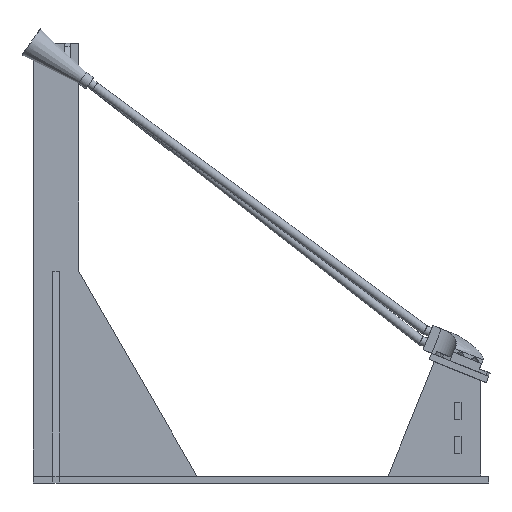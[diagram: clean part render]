
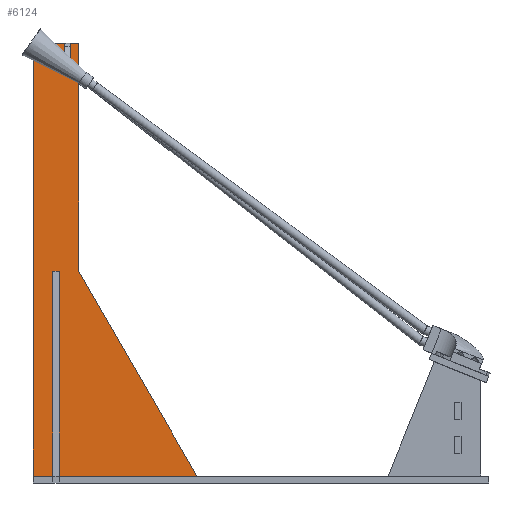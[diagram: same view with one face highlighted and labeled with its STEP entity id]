
A CAD part, left-side view. The second image highlights one B-rep face of the part: STEP entity #6124.
In plain terms, the highlighted planar face has unit normal (-1, 0, 0).
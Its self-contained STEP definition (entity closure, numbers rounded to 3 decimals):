
#602=FACE_OUTER_BOUND('',#972,.T.);
#972=EDGE_LOOP('',(#4719,#4720,#4721,#4722,#4723,#4724,#4725,#4726,#4727,
#4728,#4729,#4730,#4731,#4732,#4733,#4734,#4735,#4736,#4737,#4738,#4739,
#4740,#4741,#4742,#4743,#4744));
#1551=LINE('',#9419,#2221);
#1557=LINE('',#9430,#2227);
#1558=LINE('',#9433,#2228);
#1561=LINE('',#9439,#2231);
#1562=LINE('',#9441,#2232);
#1563=LINE('',#9443,#2233);
#1564=LINE('',#9445,#2234);
#1565=LINE('',#9447,#2235);
#1566=LINE('',#9449,#2236);
#1567=LINE('',#9451,#2237);
#1568=LINE('',#9453,#2238);
#1569=LINE('',#9455,#2239);
#1570=LINE('',#9457,#2240);
#1571=LINE('',#9459,#2241);
#1572=LINE('',#9461,#2242);
#1573=LINE('',#9463,#2243);
#1574=LINE('',#9465,#2244);
#1575=LINE('',#9467,#2245);
#1576=LINE('',#9469,#2246);
#1577=LINE('',#9471,#2247);
#1578=LINE('',#9473,#2248);
#1579=LINE('',#9475,#2249);
#1580=LINE('',#9477,#2250);
#1581=LINE('',#9479,#2251);
#1582=LINE('',#9481,#2252);
#1583=LINE('',#9482,#2253);
#2221=VECTOR('',#7619,10.);
#2227=VECTOR('',#7627,10.);
#2228=VECTOR('',#7630,10.);
#2231=VECTOR('',#7635,10.);
#2232=VECTOR('',#7636,10.);
#2233=VECTOR('',#7637,10.);
#2234=VECTOR('',#7638,10.);
#2235=VECTOR('',#7639,10.);
#2236=VECTOR('',#7640,10.);
#2237=VECTOR('',#7641,10.);
#2238=VECTOR('',#7642,10.);
#2239=VECTOR('',#7643,10.);
#2240=VECTOR('',#7644,10.);
#2241=VECTOR('',#7645,10.);
#2242=VECTOR('',#7646,10.);
#2243=VECTOR('',#7647,10.);
#2244=VECTOR('',#7648,10.);
#2245=VECTOR('',#7649,10.);
#2246=VECTOR('',#7650,10.);
#2247=VECTOR('',#7651,10.);
#2248=VECTOR('',#7652,10.);
#2249=VECTOR('',#7653,10.);
#2250=VECTOR('',#7654,10.);
#2251=VECTOR('',#7655,10.);
#2252=VECTOR('',#7656,10.);
#2253=VECTOR('',#7657,10.);
#2779=VERTEX_POINT('',#9417);
#2780=VERTEX_POINT('',#9418);
#2783=VERTEX_POINT('',#9426);
#2785=VERTEX_POINT('',#9432);
#2787=VERTEX_POINT('',#9438);
#2788=VERTEX_POINT('',#9440);
#2789=VERTEX_POINT('',#9442);
#2790=VERTEX_POINT('',#9444);
#2791=VERTEX_POINT('',#9446);
#2792=VERTEX_POINT('',#9448);
#2793=VERTEX_POINT('',#9450);
#2794=VERTEX_POINT('',#9452);
#2795=VERTEX_POINT('',#9454);
#2796=VERTEX_POINT('',#9456);
#2797=VERTEX_POINT('',#9458);
#2798=VERTEX_POINT('',#9460);
#2799=VERTEX_POINT('',#9462);
#2800=VERTEX_POINT('',#9464);
#2801=VERTEX_POINT('',#9466);
#2802=VERTEX_POINT('',#9468);
#2803=VERTEX_POINT('',#9470);
#2804=VERTEX_POINT('',#9472);
#2805=VERTEX_POINT('',#9474);
#2806=VERTEX_POINT('',#9476);
#2807=VERTEX_POINT('',#9478);
#2808=VERTEX_POINT('',#9480);
#3469=EDGE_CURVE('',#2779,#2780,#1551,.T.);
#3475=EDGE_CURVE('',#2783,#2779,#1557,.T.);
#3476=EDGE_CURVE('',#2785,#2783,#1558,.T.);
#3479=EDGE_CURVE('',#2780,#2787,#1561,.T.);
#3480=EDGE_CURVE('',#2787,#2788,#1562,.T.);
#3481=EDGE_CURVE('',#2789,#2788,#1563,.T.);
#3482=EDGE_CURVE('',#2790,#2789,#1564,.T.);
#3483=EDGE_CURVE('',#2790,#2791,#1565,.T.);
#3484=EDGE_CURVE('',#2791,#2792,#1566,.T.);
#3485=EDGE_CURVE('',#2793,#2792,#1567,.T.);
#3486=EDGE_CURVE('',#2794,#2793,#1568,.T.);
#3487=EDGE_CURVE('',#2794,#2795,#1569,.T.);
#3488=EDGE_CURVE('',#2795,#2796,#1570,.T.);
#3489=EDGE_CURVE('',#2796,#2797,#1571,.T.);
#3490=EDGE_CURVE('',#2797,#2798,#1572,.T.);
#3491=EDGE_CURVE('',#2798,#2799,#1573,.T.);
#3492=EDGE_CURVE('',#2799,#2800,#1574,.T.);
#3493=EDGE_CURVE('',#2800,#2801,#1575,.T.);
#3494=EDGE_CURVE('',#2801,#2802,#1576,.T.);
#3495=EDGE_CURVE('',#2802,#2803,#1577,.T.);
#3496=EDGE_CURVE('',#2803,#2804,#1578,.T.);
#3497=EDGE_CURVE('',#2804,#2805,#1579,.T.);
#3498=EDGE_CURVE('',#2805,#2806,#1580,.T.);
#3499=EDGE_CURVE('',#2807,#2806,#1581,.T.);
#3500=EDGE_CURVE('',#2808,#2807,#1582,.T.);
#3501=EDGE_CURVE('',#2808,#2785,#1583,.T.);
#4719=ORIENTED_EDGE('',*,*,#3475,.T.);
#4720=ORIENTED_EDGE('',*,*,#3469,.T.);
#4721=ORIENTED_EDGE('',*,*,#3479,.T.);
#4722=ORIENTED_EDGE('',*,*,#3480,.T.);
#4723=ORIENTED_EDGE('',*,*,#3481,.F.);
#4724=ORIENTED_EDGE('',*,*,#3482,.F.);
#4725=ORIENTED_EDGE('',*,*,#3483,.T.);
#4726=ORIENTED_EDGE('',*,*,#3484,.T.);
#4727=ORIENTED_EDGE('',*,*,#3485,.F.);
#4728=ORIENTED_EDGE('',*,*,#3486,.F.);
#4729=ORIENTED_EDGE('',*,*,#3487,.T.);
#4730=ORIENTED_EDGE('',*,*,#3488,.T.);
#4731=ORIENTED_EDGE('',*,*,#3489,.T.);
#4732=ORIENTED_EDGE('',*,*,#3490,.T.);
#4733=ORIENTED_EDGE('',*,*,#3491,.T.);
#4734=ORIENTED_EDGE('',*,*,#3492,.T.);
#4735=ORIENTED_EDGE('',*,*,#3493,.T.);
#4736=ORIENTED_EDGE('',*,*,#3494,.T.);
#4737=ORIENTED_EDGE('',*,*,#3495,.T.);
#4738=ORIENTED_EDGE('',*,*,#3496,.T.);
#4739=ORIENTED_EDGE('',*,*,#3497,.T.);
#4740=ORIENTED_EDGE('',*,*,#3498,.T.);
#4741=ORIENTED_EDGE('',*,*,#3499,.F.);
#4742=ORIENTED_EDGE('',*,*,#3500,.F.);
#4743=ORIENTED_EDGE('',*,*,#3501,.T.);
#4744=ORIENTED_EDGE('',*,*,#3476,.T.);
#5872=PLANE('',#6606);
#6124=ADVANCED_FACE('',(#602),#5872,.T.);
#6606=AXIS2_PLACEMENT_3D('',#9437,#7633,#7634);
#7619=DIRECTION('',(0.,0.,-1.));
#7627=DIRECTION('',(0.,-1.,0.));
#7630=DIRECTION('',(0.,0.,1.));
#7633=DIRECTION('center_axis',(-1.,0.,0.));
#7634=DIRECTION('ref_axis',(0.,0.,1.));
#7635=DIRECTION('',(0.,-1.,0.));
#7636=DIRECTION('',(0.,0.,-1.));
#7637=DIRECTION('',(0.,1.,0.));
#7638=DIRECTION('',(0.,0.,-1.));
#7639=DIRECTION('',(0.,-1.,0.));
#7640=DIRECTION('',(0.,0.,-1.));
#7641=DIRECTION('',(0.,1.,0.));
#7642=DIRECTION('',(0.,0.,-1.));
#7643=DIRECTION('',(0.,0.5,0.866));
#7644=DIRECTION('',(0.,0.,1.));
#7645=DIRECTION('',(0.,1.,0.));
#7646=DIRECTION('',(0.,0.,-1.));
#7647=DIRECTION('',(0.,1.,0.));
#7648=DIRECTION('',(0.,0.,1.));
#7649=DIRECTION('',(0.,1.,0.));
#7650=DIRECTION('',(0.,0.,-1.));
#7651=DIRECTION('',(0.,1.,0.));
#7652=DIRECTION('',(0.,0.,1.));
#7653=DIRECTION('',(0.,1.,0.));
#7654=DIRECTION('',(0.,0.,-1.));
#7655=DIRECTION('',(0.,1.,0.));
#7656=DIRECTION('',(0.,0.,-1.));
#7657=DIRECTION('',(0.,-1.,0.));
#9417=CARTESIAN_POINT('',(62.75,377.,96.));
#9418=CARTESIAN_POINT('',(62.75,377.,6.));
#9419=CARTESIAN_POINT('',(62.75,377.,146.));
#9426=CARTESIAN_POINT('',(62.75,383.,96.));
#9430=CARTESIAN_POINT('',(62.75,355.519,96.));
#9432=CARTESIAN_POINT('',(62.75,383.,6.));
#9433=CARTESIAN_POINT('',(62.75,383.,146.));
#9437=CARTESIAN_POINT('Origin',(62.75,328.038,196.));
#9438=CARTESIAN_POINT('',(62.75,326.077,6.));
#9439=CARTESIAN_POINT('',(62.75,400.,6.));
#9440=CARTESIAN_POINT('',(62.75,326.077,0.));
#9441=CARTESIAN_POINT('',(62.75,326.077,6.));
#9442=CARTESIAN_POINT('',(62.75,306.077,0.));
#9443=CARTESIAN_POINT('',(62.75,326.077,0.));
#9444=CARTESIAN_POINT('',(62.75,306.077,6.));
#9445=CARTESIAN_POINT('',(62.75,306.077,6.));
#9446=CARTESIAN_POINT('',(62.75,276.077,6.));
#9447=CARTESIAN_POINT('',(62.75,400.,6.));
#9448=CARTESIAN_POINT('',(62.75,276.077,0.));
#9449=CARTESIAN_POINT('',(62.75,276.077,6.));
#9450=CARTESIAN_POINT('',(62.75,256.077,0.));
#9451=CARTESIAN_POINT('',(62.75,400.,0.));
#9452=CARTESIAN_POINT('',(62.75,256.077,6.));
#9453=CARTESIAN_POINT('',(62.75,256.077,6.));
#9454=CARTESIAN_POINT('',(62.75,360.,186.));
#9455=CARTESIAN_POINT('',(62.75,360.,186.));
#9456=CARTESIAN_POINT('',(62.75,360.,386.));
#9457=CARTESIAN_POINT('',(62.75,360.,386.));
#9458=CARTESIAN_POINT('',(62.75,367.5,386.));
#9459=CARTESIAN_POINT('',(62.75,400.,386.));
#9460=CARTESIAN_POINT('',(62.75,367.5,378.));
#9461=CARTESIAN_POINT('',(62.75,367.5,378.));
#9462=CARTESIAN_POINT('',(62.75,372.5,378.));
#9463=CARTESIAN_POINT('',(62.75,372.5,378.));
#9464=CARTESIAN_POINT('',(62.75,372.5,386.));
#9465=CARTESIAN_POINT('',(62.75,372.5,386.));
#9466=CARTESIAN_POINT('',(62.75,387.5,386.));
#9467=CARTESIAN_POINT('',(62.75,400.,386.));
#9468=CARTESIAN_POINT('',(62.75,387.5,378.));
#9469=CARTESIAN_POINT('',(62.75,387.5,378.));
#9470=CARTESIAN_POINT('',(62.75,392.5,378.));
#9471=CARTESIAN_POINT('',(62.75,392.5,378.));
#9472=CARTESIAN_POINT('',(62.75,392.5,386.));
#9473=CARTESIAN_POINT('',(62.75,392.5,386.));
#9474=CARTESIAN_POINT('',(62.75,400.,386.));
#9475=CARTESIAN_POINT('',(62.75,400.,386.));
#9476=CARTESIAN_POINT('',(62.75,400.,0.));
#9477=CARTESIAN_POINT('',(62.75,400.,6.));
#9478=CARTESIAN_POINT('',(62.75,388.,0.));
#9479=CARTESIAN_POINT('',(62.75,400.,0.));
#9480=CARTESIAN_POINT('',(62.75,388.,6.));
#9481=CARTESIAN_POINT('',(62.75,388.,6.));
#9482=CARTESIAN_POINT('',(62.75,400.,6.));
